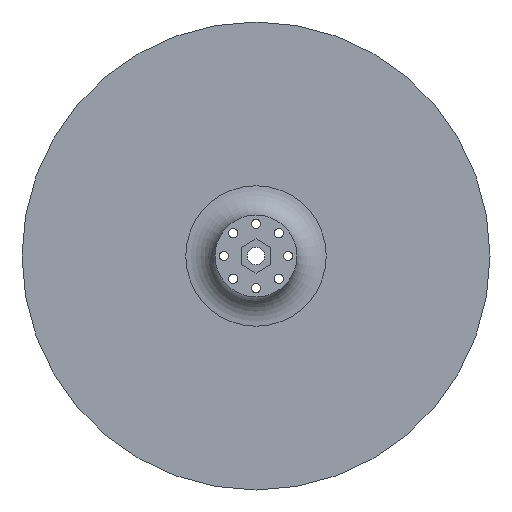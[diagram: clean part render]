
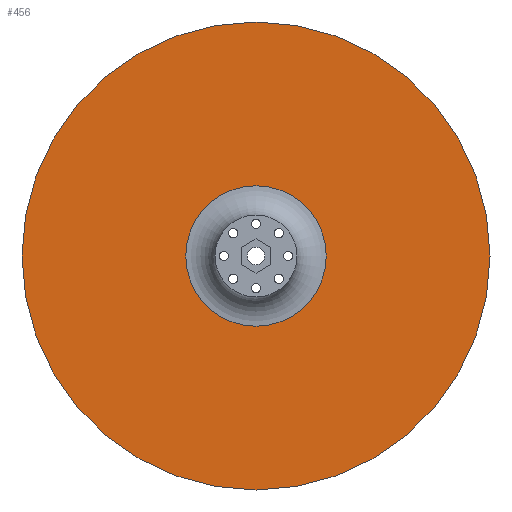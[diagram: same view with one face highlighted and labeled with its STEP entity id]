
A CAD part, left-side view. The second image highlights one B-rep face of the part: STEP entity #456.
In plain terms, the highlighted planar face has unit normal (-1, 0, 0).
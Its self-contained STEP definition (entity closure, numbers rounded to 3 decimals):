
#112=FACE_BOUND('',#170,.T.);
#133=PLANE('',#506);
#145=FACE_OUTER_BOUND('',#169,.T.);
#169=EDGE_LOOP('',(#346));
#170=EDGE_LOOP('',(#347));
#215=CIRCLE('',#505,24.);
#216=CIRCLE('',#507,80.);
#250=VERTEX_POINT('',#718);
#251=VERTEX_POINT('',#722);
#288=EDGE_CURVE('',#250,#250,#215,.T.);
#289=EDGE_CURVE('',#251,#251,#216,.T.);
#346=ORIENTED_EDGE('',*,*,#289,.F.);
#347=ORIENTED_EDGE('',*,*,#288,.F.);
#456=ADVANCED_FACE('',(#145,#112),#133,.T.);
#505=AXIS2_PLACEMENT_3D('',#720,#570,#571);
#506=AXIS2_PLACEMENT_3D('',#721,#572,#573);
#507=AXIS2_PLACEMENT_3D('',#723,#574,#575);
#570=DIRECTION('center_axis',(-1.,0.,0.));
#571=DIRECTION('ref_axis',(0.,0.,-1.));
#572=DIRECTION('center_axis',(-1.,0.,0.));
#573=DIRECTION('ref_axis',(0.,0.,1.));
#574=DIRECTION('center_axis',(1.,0.,0.));
#575=DIRECTION('ref_axis',(0.,0.,-1.));
#718=CARTESIAN_POINT('',(-9.807,0.,24.));
#720=CARTESIAN_POINT('Origin',(-9.807,0.,0.));
#721=CARTESIAN_POINT('Origin',(-9.807,80.,0.));
#722=CARTESIAN_POINT('',(-9.807,-80.,0.));
#723=CARTESIAN_POINT('Origin',(-9.807,0.,0.));
